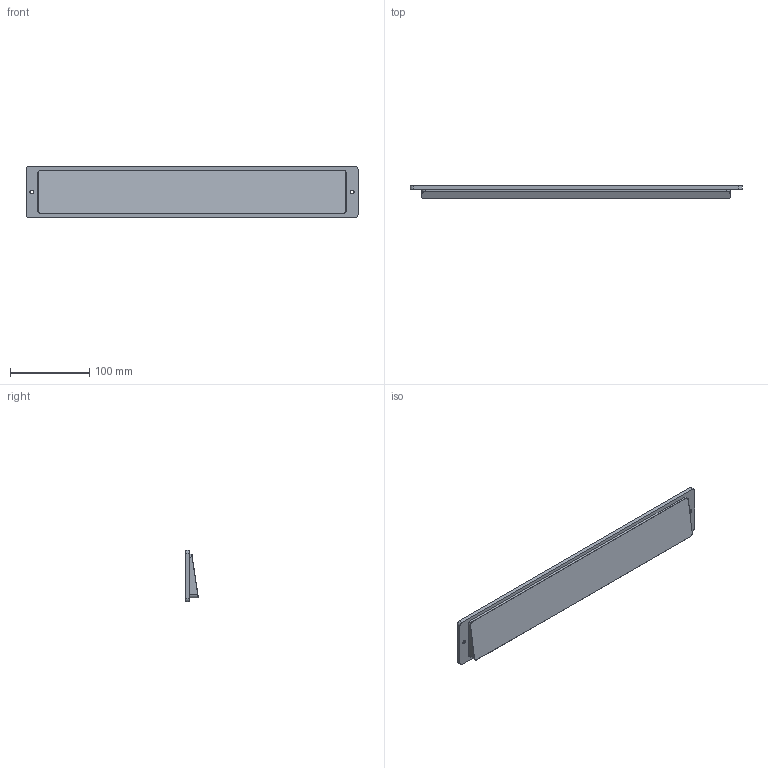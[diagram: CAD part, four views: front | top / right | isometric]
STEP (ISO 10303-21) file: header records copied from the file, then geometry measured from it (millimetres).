
FILE_DESCRIPTION(/* description */ (''),/* implementation_level */ '2;1');
FILE_NAME(/* name */ 'Weight Rev. 050420 .step',/* time_stamp */ '2021-03-03T21:18:08-08:00',/* author */ (''),/* organization */ (''),/* preprocessor_version */ 'ST-DEVELOPER v18.1',/* originating_system */ 'Autodesk Translation Framework v9.7.1.1290',/* authorisation */ '');
FILE_SCHEMA (('AUTOMOTIVE_DESIGN { 1 0 10303 214 3 1 1 }'));
Length unit declared in the file: millimetre
Products named in the file (1): Weight Rev. 050420
Bounding box: 418.62 x 16.12 x 65 mm (x, y, z)
Volume: 284559.4 mm3; surface area: 65522.4 mm2
Topology: 1 solids, 1 shells, 35 faces, 86 edges, 54 vertices
Faces by surface type: plane 15, cylinder 10, bspline 8, cone 2
Full cylindrical faces by diameter (mm): 5 x2
Entity records: 1298 total; most frequent: CARTESIAN_POINT 450, ORIENTED_EDGE 172, DIRECTION 152, EDGE_CURVE 86, LINE 56, VECTOR 56, VERTEX_POINT 54, AXIS2_PLACEMENT_3D 48
